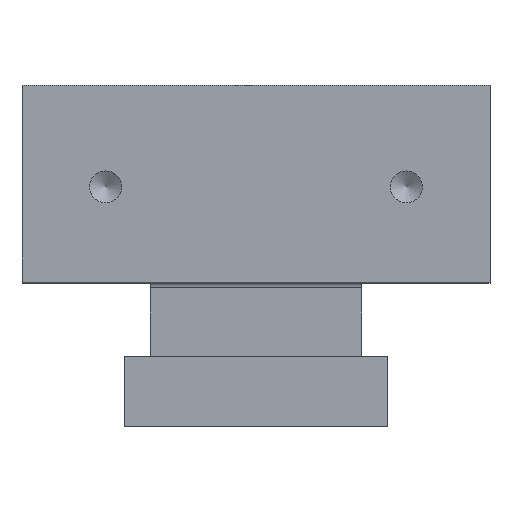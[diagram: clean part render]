
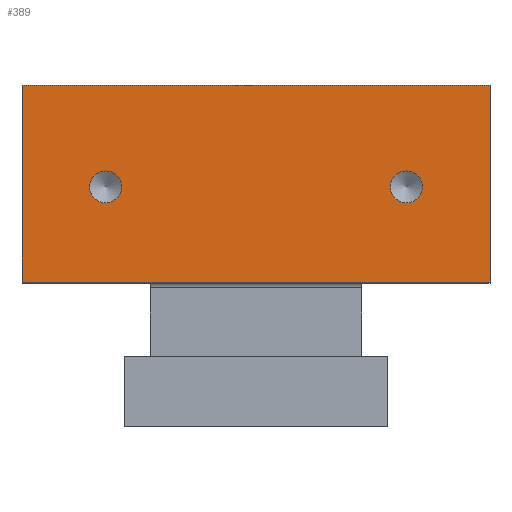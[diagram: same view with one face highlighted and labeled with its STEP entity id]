
A CAD part, front view. The second image highlights one B-rep face of the part: STEP entity #389.
In plain terms, the highlighted planar face has unit normal (0, -1, 0).
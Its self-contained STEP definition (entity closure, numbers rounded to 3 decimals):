
#389 = ADVANCED_FACE( '', ( #825, #826, #827 ), #828, .T. );
#825 = FACE_BOUND( '', #1280, .T. );
#826 = FACE_BOUND( '', #1281, .T. );
#827 = FACE_OUTER_BOUND( '', #1282, .T. );
#828 = PLANE( '', #1283 );
#1280 = EDGE_LOOP( '', ( #1977 ) );
#1281 = EDGE_LOOP( '', ( #1978 ) );
#1282 = EDGE_LOOP( '', ( #1979, #1980, #1981, #1982 ) );
#1283 = AXIS2_PLACEMENT_3D( '', #1983, #1984, #1985 );
#1977 = ORIENTED_EDGE( '', *, *, #2273, .T. );
#1978 = ORIENTED_EDGE( '', *, *, #2241, .T. );
#1979 = ORIENTED_EDGE( '', *, *, #2232, .F. );
#1980 = ORIENTED_EDGE( '', *, *, #2402, .T. );
#1981 = ORIENTED_EDGE( '', *, *, #2393, .T. );
#1982 = ORIENTED_EDGE( '', *, *, #2368, .F. );
#1983 = CARTESIAN_POINT( '', ( 49.8, -1., 14.5 ) );
#1984 = DIRECTION( '', ( 0., -1., 0. ) );
#1985 = DIRECTION( '', ( 0., 0., -1. ) );
#2232 = EDGE_CURVE( '', #2552, #2554, #2555, .T. );
#2241 = EDGE_CURVE( '', #2569, #2569, #2570, .T. );
#2273 = EDGE_CURVE( '', #2621, #2621, #2622, .T. );
#2368 = EDGE_CURVE( '', #2554, #2758, #2761, .T. );
#2393 = EDGE_CURVE( '', #2789, #2758, #2790, .T. );
#2402 = EDGE_CURVE( '', #2552, #2789, #2801, .T. );
#2552 = VERTEX_POINT( '', #2967 );
#2554 = VERTEX_POINT( '', #2969 );
#2555 = LINE( '', #2970, #2971 );
#2569 = VERTEX_POINT( '', #2986 );
#2570 = CIRCLE( '', #2987, 3.4 );
#2621 = VERTEX_POINT( '', #3045 );
#2622 = CIRCLE( '', #3046, 3.4 );
#2758 = VERTEX_POINT( '', #3211 );
#2761 = LINE( '', #3216, #3217 );
#2789 = VERTEX_POINT( '', #3246 );
#2790 = LINE( '', #3247, #3248 );
#2801 = LINE( '', #3262, #3263 );
#2967 = CARTESIAN_POINT( '', ( 49.8, -1., 15.75 ) );
#2969 = CARTESIAN_POINT( '', ( -49.8, -1., 15.75 ) );
#2970 = CARTESIAN_POINT( '', ( 49.8, -1., 15.75 ) );
#2971 = VECTOR( '', #3420, 1000. );
#2986 = CARTESIAN_POINT( '', ( 32., -1., 32.6 ) );
#2987 = AXIS2_PLACEMENT_3D( '', #3437, #3438, #3439 );
#3045 = CARTESIAN_POINT( '', ( -32., -1., 32.6 ) );
#3046 = AXIS2_PLACEMENT_3D( '', #3486, #3487, #3488 );
#3211 = CARTESIAN_POINT( '', ( -49.8, -1., 57.6 ) );
#3216 = CARTESIAN_POINT( '', ( -49.8, -1., 14.5 ) );
#3217 = VECTOR( '', #3601, 1000. );
#3246 = CARTESIAN_POINT( '', ( 49.8, -1., 57.6 ) );
#3247 = CARTESIAN_POINT( '', ( 49.8, -1., 57.6 ) );
#3248 = VECTOR( '', #3621, 1000. );
#3262 = CARTESIAN_POINT( '', ( 49.8, -1., 14.5 ) );
#3263 = VECTOR( '', #3628, 1000. );
#3420 = DIRECTION( '', ( -1., 0., 0. ) );
#3437 = CARTESIAN_POINT( '', ( 32., -1., 36. ) );
#3438 = DIRECTION( '', ( 0., 1., 0. ) );
#3439 = DIRECTION( '', ( 0., 0., -1. ) );
#3486 = CARTESIAN_POINT( '', ( -32., -1., 36. ) );
#3487 = DIRECTION( '', ( 0., 1., 0. ) );
#3488 = DIRECTION( '', ( 0., 0., -1. ) );
#3601 = DIRECTION( '', ( 0., 0., 1. ) );
#3621 = DIRECTION( '', ( -1., 0., 0. ) );
#3628 = DIRECTION( '', ( 0., 0., 1. ) );
